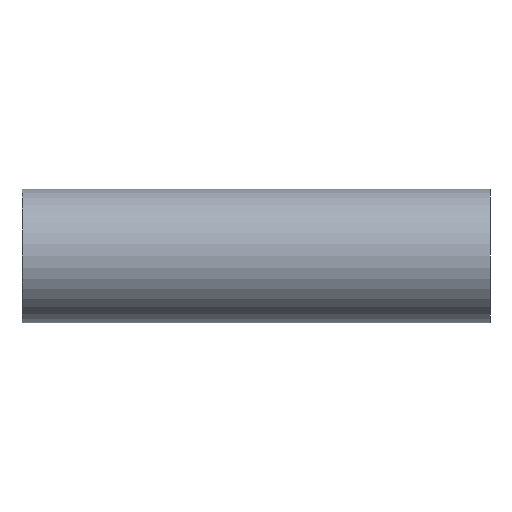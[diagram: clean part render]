
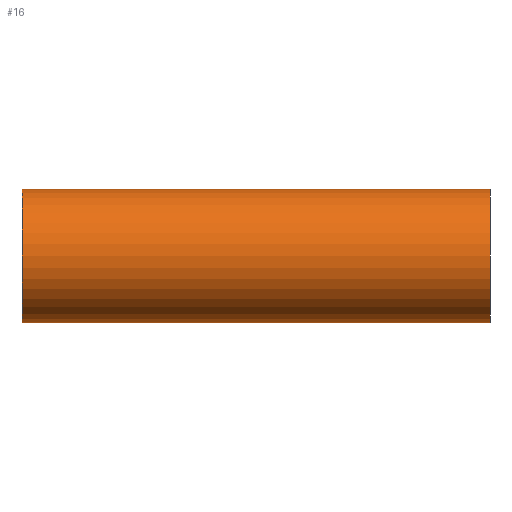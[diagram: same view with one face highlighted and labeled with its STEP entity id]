
A CAD part, front view. The second image highlights one B-rep face of the part: STEP entity #16.
In plain terms, the highlighted cylindrical face has radius 28.5 mm (diameter 57 mm), a partial arc.
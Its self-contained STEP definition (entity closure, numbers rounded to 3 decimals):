
#2 = DIRECTION ( 'NONE',  ( -1., 0., 0. ) ) ;
#5 = VERTEX_POINT ( 'NONE', #290 ) ;
#16 = ADVANCED_FACE ( 'NONE', ( #295 ), #390, .T. ) ;
#22 = LINE ( 'NONE', #137, #243 ) ;
#35 = EDGE_CURVE ( 'NONE', #237, #5, #129, .T. ) ;
#43 = CARTESIAN_POINT ( 'NONE',  ( 0., 0., 28.5 ) ) ;
#51 = CARTESIAN_POINT ( 'NONE',  ( -200., 0., -28.5 ) ) ;
#59 = ORIENTED_EDGE ( 'NONE', *, *, #35, .T. ) ;
#61 = DIRECTION ( 'NONE',  ( 0., 0., 1. ) ) ;
#72 = AXIS2_PLACEMENT_3D ( 'NONE', #198, #316, #61 ) ;
#79 = DIRECTION ( 'NONE',  ( 0., 0., 1. ) ) ;
#95 = ORIENTED_EDGE ( 'NONE', *, *, #147, .F. ) ;
#98 = VERTEX_POINT ( 'NONE', #51 ) ;
#101 = VECTOR ( 'NONE', #356, 1000. ) ;
#110 = VERTEX_POINT ( 'NONE', #181 ) ;
#112 = CARTESIAN_POINT ( 'NONE',  ( 0., 0., 0. ) ) ;
#129 = LINE ( 'NONE', #225, #101 ) ;
#137 = CARTESIAN_POINT ( 'NONE',  ( 0., 0., -28.5 ) ) ;
#147 = EDGE_CURVE ( 'NONE', #98, #5, #348, .T. ) ;
#170 = DIRECTION ( 'NONE',  ( -1., 0., 0. ) ) ;
#181 = CARTESIAN_POINT ( 'NONE',  ( 0., 0., -28.5 ) ) ;
#190 = ORIENTED_EDGE ( 'NONE', *, *, #382, .T. ) ;
#191 = EDGE_LOOP ( 'NONE', ( #379, #190, #59, #95 ) ) ;
#198 = CARTESIAN_POINT ( 'NONE',  ( -200., 0., 0. ) ) ;
#225 = CARTESIAN_POINT ( 'NONE',  ( 0., 0., 28.5 ) ) ;
#237 = VERTEX_POINT ( 'NONE', #43 ) ;
#243 = VECTOR ( 'NONE', #291, 1000. ) ;
#258 = EDGE_CURVE ( 'NONE', #110, #98, #22, .T. ) ;
#290 = CARTESIAN_POINT ( 'NONE',  ( -200., 0., 28.5 ) ) ;
#291 = DIRECTION ( 'NONE',  ( -1., 0., 0. ) ) ;
#295 = FACE_OUTER_BOUND ( 'NONE', #191, .T. ) ;
#316 = DIRECTION ( 'NONE',  ( -1., 0., 0. ) ) ;
#317 = CARTESIAN_POINT ( 'NONE',  ( 0., 0., 0. ) ) ;
#344 = CIRCLE ( 'NONE', #383, 28.5 ) ;
#347 = DIRECTION ( 'NONE',  ( 0., 0., 1. ) ) ;
#348 = CIRCLE ( 'NONE', #72, 28.5 ) ;
#356 = DIRECTION ( 'NONE',  ( -1., 0., 0. ) ) ;
#379 = ORIENTED_EDGE ( 'NONE', *, *, #258, .F. ) ;
#381 = AXIS2_PLACEMENT_3D ( 'NONE', #112, #170, #79 ) ;
#382 = EDGE_CURVE ( 'NONE', #110, #237, #344, .T. ) ;
#383 = AXIS2_PLACEMENT_3D ( 'NONE', #317, #2, #347 ) ;
#390 = CYLINDRICAL_SURFACE ( 'NONE', #381, 28.5 ) ;
